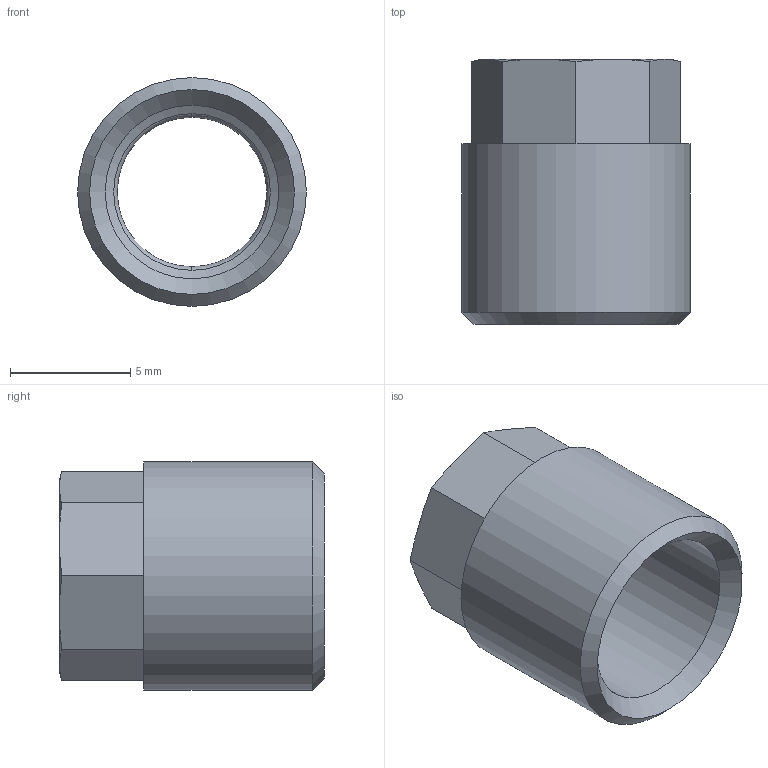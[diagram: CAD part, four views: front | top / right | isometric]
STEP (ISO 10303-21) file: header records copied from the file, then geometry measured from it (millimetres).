
FILE_DESCRIPTION(/* description */ (''),/* implementation_level */ '2;1');
FILE_NAME(/* name */ 'mck_4m5_msv.stp',/* time_stamp */ '2017-04-07T14:47:54+02:00',/* author */ ('Hamoud'),/* organization */ (''),/* preprocessor_version */ 'ST-DEVELOPER v15.6',/* originating_system */ 'Autodesk Inventor LT ',/* authorisation */ '');
FILE_SCHEMA (('AUTOMOTIVE_DESIGN { 1 0 10303 214 3 1 1 }'));
Length unit declared in the file: millimetre
Products named in the file (1): 0170000019Z00A
Bounding box: 9.5 x 11 x 9.5 mm (x, y, z)
Volume: 306 mm3; surface area: 607.8 mm2
Topology: 1 solids, 1 shells, 28 faces, 65 edges, 39 vertices
Faces by surface type: cone 11, plane 10, torus 4, cylinder 3
Full cylindrical faces by diameter (mm): 6.2 x1, 7.2 x1, 9.5 x1
Entity records: 847 total; most frequent: CARTESIAN_POINT 236, DIRECTION 122, ORIENTED_EDGE 114, EDGE_CURVE 57, AXIS2_PLACEMENT_3D 53, VERTEX_POINT 37, EDGE_LOOP 36, FACE_OUTER_BOUND 28
